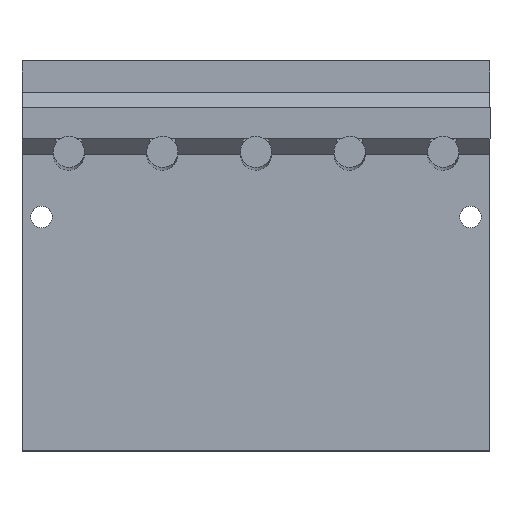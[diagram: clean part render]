
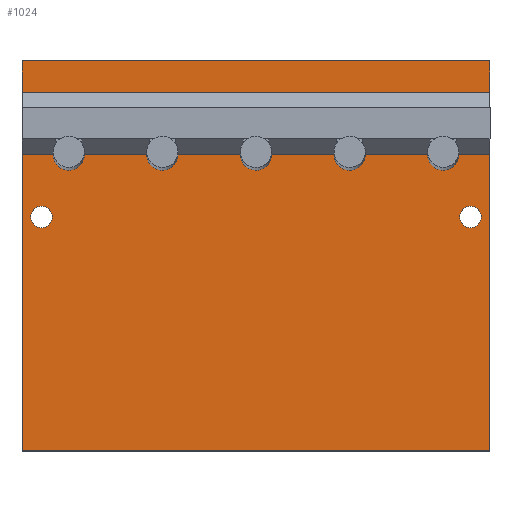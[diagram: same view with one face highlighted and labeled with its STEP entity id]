
A CAD part, top view. The second image highlights one B-rep face of the part: STEP entity #1024.
In plain terms, the highlighted planar face has unit normal (0, 0, 1).
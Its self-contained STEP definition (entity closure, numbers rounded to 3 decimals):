
#43=FACE_BOUND('',#208,.T.);
#44=FACE_BOUND('',#209,.T.);
#76=CIRCLE('',#1180,7.);
#78=CIRCLE('',#1183,7.);
#150=FACE_OUTER_BOUND('',#207,.T.);
#207=EDGE_LOOP('',(#892,#893,#894,#895));
#208=EDGE_LOOP('',(#896));
#209=EDGE_LOOP('',(#897));
#309=LINE('',#1740,#419);
#312=LINE('',#1746,#422);
#315=LINE('',#1752,#425);
#318=LINE('',#1756,#428);
#419=VECTOR('',#1438,10.);
#422=VECTOR('',#1443,10.);
#425=VECTOR('',#1448,10.);
#428=VECTOR('',#1453,10.);
#505=VERTEX_POINT('',#1724);
#507=VERTEX_POINT('',#1730);
#510=VERTEX_POINT('',#1737);
#511=VERTEX_POINT('',#1739);
#513=VERTEX_POINT('',#1745);
#515=VERTEX_POINT('',#1751);
#631=EDGE_CURVE('',#505,#505,#76,.T.);
#634=EDGE_CURVE('',#507,#507,#78,.T.);
#637=EDGE_CURVE('',#511,#510,#309,.T.);
#640=EDGE_CURVE('',#513,#511,#312,.T.);
#643=EDGE_CURVE('',#515,#513,#315,.T.);
#646=EDGE_CURVE('',#510,#515,#318,.T.);
#892=ORIENTED_EDGE('',*,*,#646,.T.);
#893=ORIENTED_EDGE('',*,*,#643,.T.);
#894=ORIENTED_EDGE('',*,*,#640,.T.);
#895=ORIENTED_EDGE('',*,*,#637,.T.);
#896=ORIENTED_EDGE('',*,*,#631,.T.);
#897=ORIENTED_EDGE('',*,*,#634,.T.);
#968=PLANE('',#1188);
#1024=ADVANCED_FACE('',(#150,#43,#44),#968,.T.);
#1180=AXIS2_PLACEMENT_3D('',#1726,#1425,#1426);
#1183=AXIS2_PLACEMENT_3D('',#1732,#1432,#1433);
#1188=AXIS2_PLACEMENT_3D('',#1757,#1454,#1455);
#1425=DIRECTION('center_axis',(0.,0.,-1.));
#1426=DIRECTION('ref_axis',(-1.,0.,0.));
#1432=DIRECTION('center_axis',(0.,0.,-1.));
#1433=DIRECTION('ref_axis',(-1.,0.,0.));
#1438=DIRECTION('',(1.,0.,0.));
#1443=DIRECTION('',(0.,-1.,0.));
#1448=DIRECTION('',(-1.,0.,0.));
#1453=DIRECTION('',(0.,1.,0.));
#1454=DIRECTION('center_axis',(0.,0.,1.));
#1455=DIRECTION('ref_axis',(1.,0.,0.));
#1724=CARTESIAN_POINT('',(-130.5,25.,20.));
#1726=CARTESIAN_POINT('Origin',(-137.5,25.,20.));
#1730=CARTESIAN_POINT('',(144.5,25.,20.));
#1732=CARTESIAN_POINT('Origin',(137.5,25.,20.));
#1737=CARTESIAN_POINT('',(150.,-125.,20.));
#1739=CARTESIAN_POINT('',(-150.,-125.,20.));
#1740=CARTESIAN_POINT('',(-150.,-125.,20.));
#1745=CARTESIAN_POINT('',(-150.,125.,20.));
#1746=CARTESIAN_POINT('',(-150.,125.,20.));
#1751=CARTESIAN_POINT('',(150.,125.,20.));
#1752=CARTESIAN_POINT('',(150.,125.,20.));
#1756=CARTESIAN_POINT('',(150.,-125.,20.));
#1757=CARTESIAN_POINT('Origin',(0.,0.,20.));
